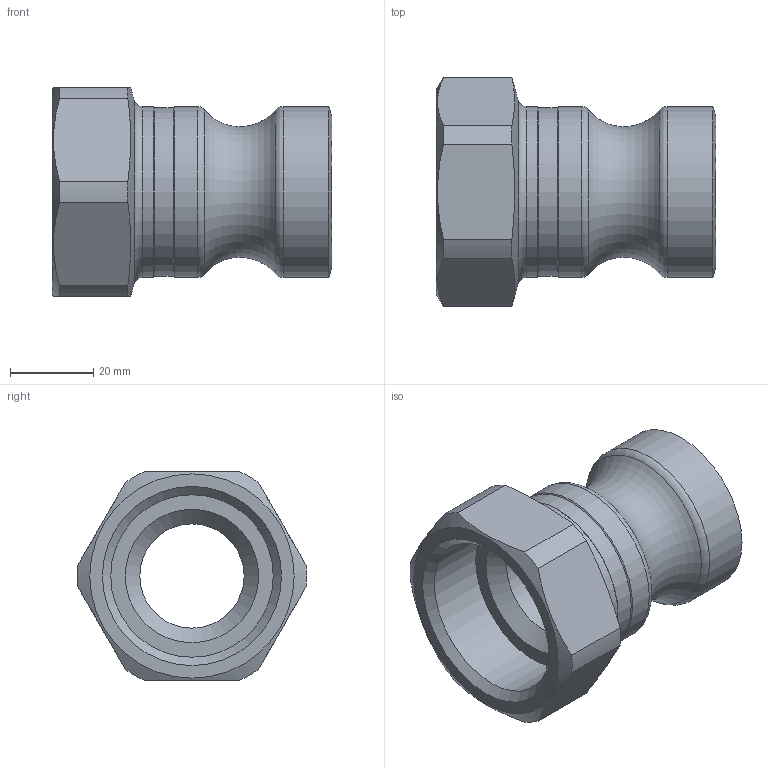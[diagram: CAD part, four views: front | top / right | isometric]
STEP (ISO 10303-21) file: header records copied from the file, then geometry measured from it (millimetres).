
FILE_DESCRIPTION(/* description */ ('INNENGEWINDESTECKER G1.1/4"'),/* implementation_level */ '2;1');
FILE_NAME(/* name */ 'vig_54_x25.stp',/* time_stamp */ '2020-04-20T06:50:35+02:00',/* author */ ('ertl'),/* organization */ (''),/* preprocessor_version */ 'ST-DEVELOPER v17',/* originating_system */ 'Autodesk Inventor 2018',/* authorisation */ '51172,08 mm^3');
FILE_SCHEMA (('AUTOMOTIVE_DESIGN { 1 0 10303 214 3 1 1 }'));
Length unit declared in the file: millimetre
Products named in the file (1): 20061015B0000003-00
Bounding box: 67 x 54.99 x 50 mm (x, y, z)
Volume: 51030.5 mm3; surface area: 17854.9 mm2
Topology: 1 solids, 1 shells, 33 faces, 99 edges, 69 vertices
Faces by surface type: cylinder 12, plane 9, cone 8, torus 4
Full cylindrical faces by diameter (mm): 25 x1, 38.952 x1, 40.5 x1, 41 x3
Entity records: 1237 total; most frequent: CARTESIAN_POINT 226, DIRECTION 216, ORIENTED_EDGE 198, EDGE_CURVE 99, AXIS2_PLACEMENT_3D 95, VERTEX_POINT 69, CIRCLE 61, EDGE_LOOP 36
